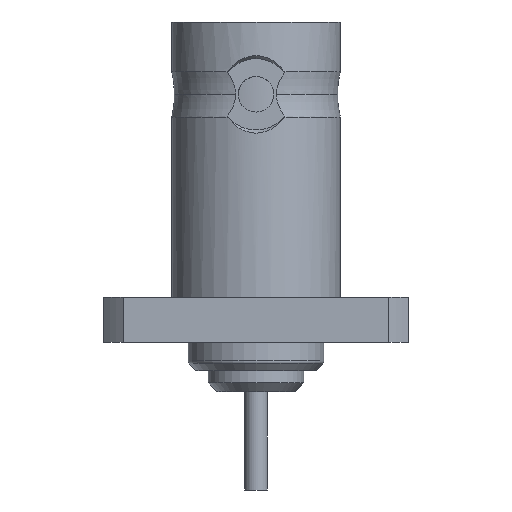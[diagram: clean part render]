
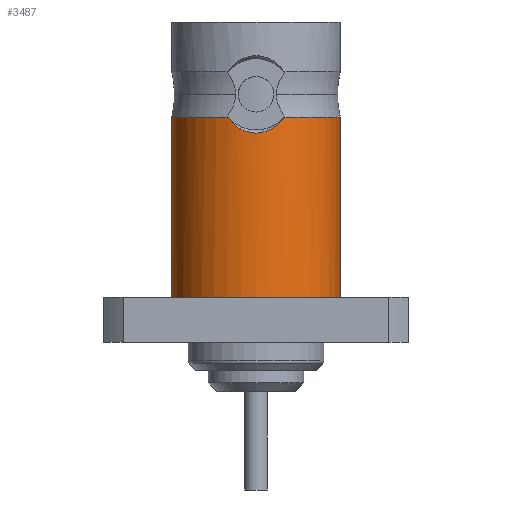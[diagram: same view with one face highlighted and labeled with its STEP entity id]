
A CAD part, front view. The second image highlights one B-rep face of the part: STEP entity #3487.
In plain terms, the highlighted cylindrical face has radius 4.84 mm (diameter 9.68 mm), a partial arc.
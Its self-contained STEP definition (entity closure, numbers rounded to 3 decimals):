
#46 = CARTESIAN_POINT ( 'NONE',  ( 0.639, -4.8, -6.264 ) ) ;
#93 = ORIENTED_EDGE ( 'NONE', *, *, #1617, .T. ) ;
#127 = CARTESIAN_POINT ( 'NONE',  ( -0.32, -4.832, -6.353 ) ) ;
#200 = B_SPLINE_CURVE_WITH_KNOTS ( 'NONE', 3,
 ( #3343, #3001, #2691, #3022, #2367, #1373, #46, #2763, #4081, #3429, #127, #3093, #3773, #1118, #1797, #2454, #2132, #2104 ),
 .UNSPECIFIED., .F., .F.,
 ( 4, 2, 2, 2, 2, 2, 2, 2, 4 ),
 ( 0., 0.001, 0.001, 0.002, 0.002, 0.003, 0.003, 0.004, 0.004 ),
 .UNSPECIFIED. ) ;
#452 = LINE ( 'NONE', #1845, #2176 ) ;
#463 = VERTEX_POINT ( 'NONE', #3667 ) ;
#475 = EDGE_CURVE ( 'NONE', #3994, #2233, #1500, .T. ) ;
#569 = DIRECTION ( 'NONE',  ( 0., 0., 1. ) ) ;
#598 = DIRECTION ( 'NONE',  ( 0., 0., 1. ) ) ;
#615 = AXIS2_PLACEMENT_3D ( 'NONE', #3025, #3361, #2707 ) ;
#664 = ORIENTED_EDGE ( 'NONE', *, *, #2676, .F. ) ;
#939 = AXIS2_PLACEMENT_3D ( 'NONE', #1010, #3329, #1355 ) ;
#1010 = CARTESIAN_POINT ( 'NONE',  ( 0., 0., -5.455 ) ) ;
#1118 = CARTESIAN_POINT ( 'NONE',  ( -1.058, -4.725, -6.038 ) ) ;
#1351 = DIRECTION ( 'NONE',  ( 1., 0., 0. ) ) ;
#1355 = DIRECTION ( 'NONE',  ( 1., 0., 0. ) ) ;
#1367 = CARTESIAN_POINT ( 'NONE',  ( 4.84, 0., 2.038 ) ) ;
#1373 = CARTESIAN_POINT ( 'NONE',  ( 0.788, -4.777, -6.198 ) ) ;
#1390 = VERTEX_POINT ( 'NONE', #2619 ) ;
#1500 = LINE ( 'NONE', #1367, #3137 ) ;
#1617 = EDGE_CURVE ( 'NONE', #1390, #463, #200, .T. ) ;
#1659 = EDGE_CURVE ( 'NONE', #2952, #2275, #452, .T. ) ;
#1693 = EDGE_CURVE ( 'NONE', #2952, #3994, #3067, .T. ) ;
#1748 = FACE_OUTER_BOUND ( 'NONE', #4249, .T. ) ;
#1756 = CIRCLE ( 'NONE', #939, 4.84 ) ;
#1797 = CARTESIAN_POINT ( 'NONE',  ( -1.186, -4.694, -5.938 ) ) ;
#1845 = CARTESIAN_POINT ( 'NONE',  ( -4.84, 0., 2.038 ) ) ;
#1848 = EDGE_CURVE ( 'NONE', #1390, #2233, #1756, .T. ) ;
#1958 = CIRCLE ( 'NONE', #3775, 4.84 ) ;
#2026 = DIRECTION ( 'NONE',  ( 0., 0., 1. ) ) ;
#2104 = CARTESIAN_POINT ( 'NONE',  ( -1.602, -4.567, -5.455 ) ) ;
#2132 = CARTESIAN_POINT ( 'NONE',  ( -1.515, -4.598, -5.59 ) ) ;
#2176 = VECTOR ( 'NONE', #569, 1000. ) ;
#2202 = CYLINDRICAL_SURFACE ( 'NONE', #615, 4.84 ) ;
#2233 = VERTEX_POINT ( 'NONE', #3909 ) ;
#2275 = VERTEX_POINT ( 'NONE', #2632 ) ;
#2359 = DIRECTION ( 'NONE',  ( 0., 0., 1. ) ) ;
#2367 = CARTESIAN_POINT ( 'NONE',  ( 1.061, -4.724, -6.036 ) ) ;
#2454 = CARTESIAN_POINT ( 'NONE',  ( -1.414, -4.63, -5.715 ) ) ;
#2569 = CARTESIAN_POINT ( 'NONE',  ( 0., 0., -5.455 ) ) ;
#2619 = CARTESIAN_POINT ( 'NONE',  ( 1.602, -4.567, -5.455 ) ) ;
#2632 = CARTESIAN_POINT ( 'NONE',  ( -4.84, 0., -5.455 ) ) ;
#2676 = EDGE_CURVE ( 'NONE', #2275, #463, #1958, .T. ) ;
#2691 = CARTESIAN_POINT ( 'NONE',  ( 1.416, -4.63, -5.713 ) ) ;
#2707 = DIRECTION ( 'NONE',  ( 1., 0., 0. ) ) ;
#2763 = CARTESIAN_POINT ( 'NONE',  ( 0.328, -4.831, -6.352 ) ) ;
#2851 = ORIENTED_EDGE ( 'NONE', *, *, #1659, .F. ) ;
#2888 = DIRECTION ( 'NONE',  ( 1., 0., 0. ) ) ;
#2952 = VERTEX_POINT ( 'NONE', #3583 ) ;
#2980 = ORIENTED_EDGE ( 'NONE', *, *, #1848, .F. ) ;
#3001 = CARTESIAN_POINT ( 'NONE',  ( 1.515, -4.598, -5.589 ) ) ;
#3022 = CARTESIAN_POINT ( 'NONE',  ( 1.188, -4.693, -5.937 ) ) ;
#3025 = CARTESIAN_POINT ( 'NONE',  ( 0., 0., 2.038 ) ) ;
#3067 = CIRCLE ( 'NONE', #3104, 4.84 ) ;
#3093 = CARTESIAN_POINT ( 'NONE',  ( -0.632, -4.801, -6.266 ) ) ;
#3104 = AXIS2_PLACEMENT_3D ( 'NONE', #4043, #2026, #1351 ) ;
#3137 = VECTOR ( 'NONE', #2359, 1000. ) ;
#3329 = DIRECTION ( 'NONE',  ( 0., 0., 1. ) ) ;
#3343 = CARTESIAN_POINT ( 'NONE',  ( 1.602, -4.567, -5.455 ) ) ;
#3361 = DIRECTION ( 'NONE',  ( 0., 0., 1. ) ) ;
#3429 = CARTESIAN_POINT ( 'NONE',  ( -0.158, -4.84, -6.376 ) ) ;
#3487 = ADVANCED_FACE ( 'NONE', ( #1748 ), #2202, .T. ) ;
#3583 = CARTESIAN_POINT ( 'NONE',  ( -4.84, 0., -15.8 ) ) ;
#3667 = CARTESIAN_POINT ( 'NONE',  ( -1.602, -4.567, -5.455 ) ) ;
#3736 = CARTESIAN_POINT ( 'NONE',  ( 4.84, 0., -15.8 ) ) ;
#3768 = ORIENTED_EDGE ( 'NONE', *, *, #1693, .T. ) ;
#3773 = CARTESIAN_POINT ( 'NONE',  ( -0.782, -4.778, -6.201 ) ) ;
#3775 = AXIS2_PLACEMENT_3D ( 'NONE', #2569, #598, #2888 ) ;
#3881 = ORIENTED_EDGE ( 'NONE', *, *, #475, .T. ) ;
#3909 = CARTESIAN_POINT ( 'NONE',  ( 4.84, 0., -5.455 ) ) ;
#3994 = VERTEX_POINT ( 'NONE', #3736 ) ;
#4043 = CARTESIAN_POINT ( 'NONE',  ( 0., 0., -15.8 ) ) ;
#4081 = CARTESIAN_POINT ( 'NONE',  ( 0.168, -4.84, -6.375 ) ) ;
#4249 = EDGE_LOOP ( 'NONE', ( #2851, #3768, #3881, #2980, #93, #664 ) ) ;
